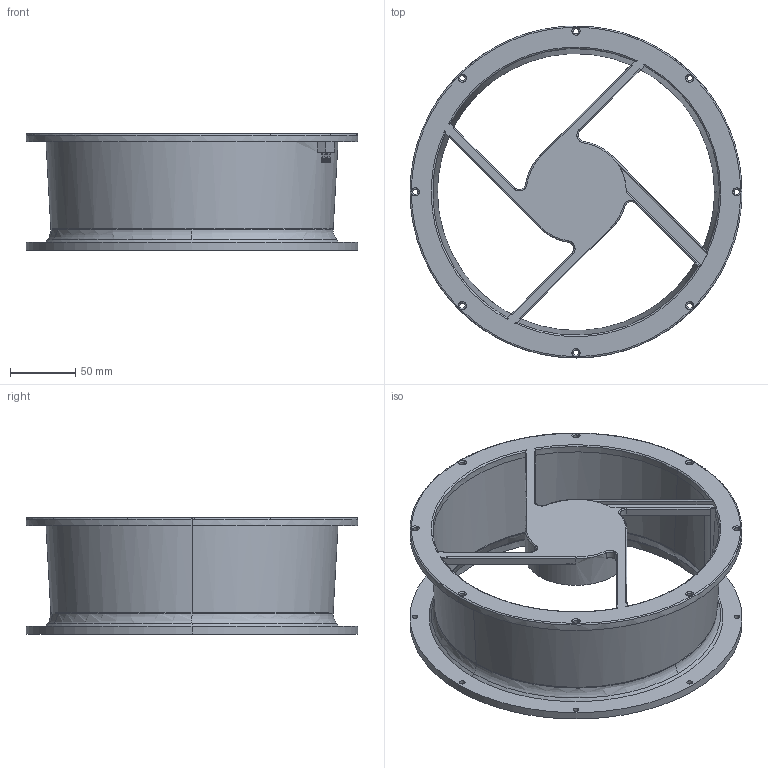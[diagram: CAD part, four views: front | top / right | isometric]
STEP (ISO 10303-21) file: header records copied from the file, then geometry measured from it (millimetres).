
FILE_DESCRIPTION (( 'STEP AP203' ), '1' );
FILE_NAME ('OA254AN Frame Only.stp', '2020-08-26T21:31:20', ( '' ), ( '' ), 'SwSTEP 2.0', 'SolidWorks 2018', '' );
FILE_SCHEMA (( 'CONFIG_CONTROL_DESIGN' ));
Length unit declared in the file: millimetre
Products named in the file (1): OA254AN Frame Only
Bounding box: 254 x 254 x 89 mm (x, y, z)
Volume: 405760.5 mm3; surface area: 200337.2 mm2
Topology: 3 solids, 3 shells, 213 faces, 1896 edges, 1679 vertices
Faces by surface type: bspline 139, plane 71, torus 3
Entity records: 20052 total; most frequent: CARTESIAN_POINT 10224, ORIENTED_EDGE 3792, EDGE_CURVE 1896, VERTEX_POINT 1679, B_SPLINE_CURVE_WITH_KNOTS 774, DIRECTION 362, EDGE_LOOP 247, ADVANCED_FACE 213
